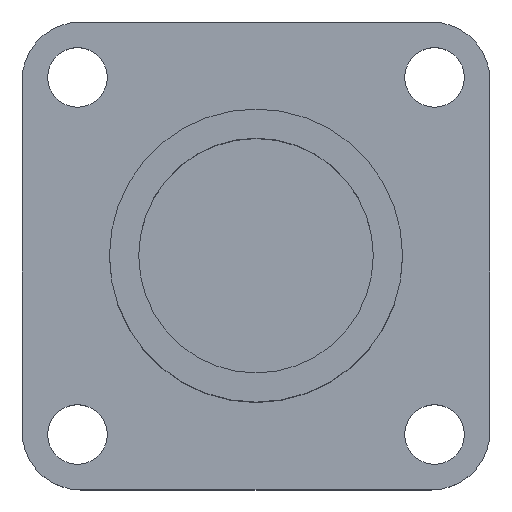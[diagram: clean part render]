
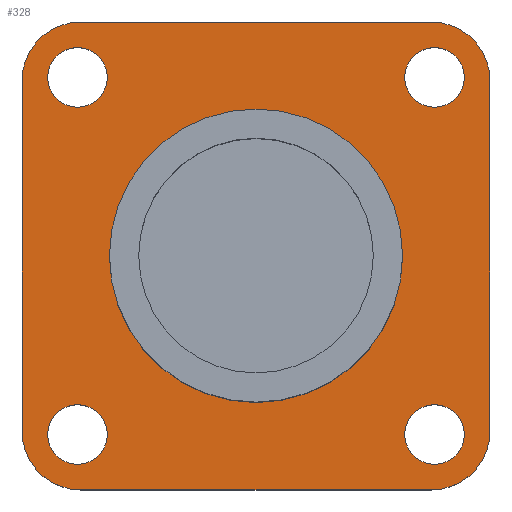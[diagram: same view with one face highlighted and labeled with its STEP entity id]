
A CAD part, top view. The second image highlights one B-rep face of the part: STEP entity #328.
In plain terms, the highlighted planar face has unit normal (0, 0, 1).
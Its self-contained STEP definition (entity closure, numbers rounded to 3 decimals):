
#19=LINE('',#496,#35);
#25=LINE('',#526,#41);
#28=LINE('',#534,#44);
#30=LINE('',#562,#46);
#35=VECTOR('',#395,10.);
#41=VECTOR('',#425,10.);
#44=VECTOR('',#434,10.);
#46=VECTOR('',#472,10.);
#55=PLANE('',#372);
#69=FACE_BOUND('',#127,.T.);
#70=FACE_BOUND('',#128,.T.);
#71=FACE_BOUND('',#129,.T.);
#72=FACE_BOUND('',#130,.T.);
#73=FACE_BOUND('',#131,.T.);
#93=FACE_OUTER_BOUND('',#126,.T.);
#126=EDGE_LOOP('',(#285,#286,#287,#288,#289,#290,#291,#292));
#127=EDGE_LOOP('',(#293));
#128=EDGE_LOOP('',(#294));
#129=EDGE_LOOP('',(#295));
#130=EDGE_LOOP('',(#296));
#131=EDGE_LOOP('',(#297));
#134=CIRCLE('',#336,3.);
#144=CIRCLE('',#349,3.);
#145=CIRCLE('',#352,3.);
#146=CIRCLE('',#355,3.);
#149=CIRCLE('',#361,7.495);
#150=CIRCLE('',#364,1.525);
#151=CIRCLE('',#366,1.525);
#152=CIRCLE('',#368,1.525);
#153=CIRCLE('',#370,1.525);
#156=VERTEX_POINT('',#483);
#157=VERTEX_POINT('',#484);
#161=VERTEX_POINT('',#494);
#172=VERTEX_POINT('',#520);
#173=VERTEX_POINT('',#524);
#174=VERTEX_POINT('',#528);
#175=VERTEX_POINT('',#532);
#176=VERTEX_POINT('',#536);
#179=VERTEX_POINT('',#546);
#180=VERTEX_POINT('',#550);
#181=VERTEX_POINT('',#553);
#182=VERTEX_POINT('',#556);
#183=VERTEX_POINT('',#559);
#186=EDGE_CURVE('',#156,#157,#134,.T.);
#192=EDGE_CURVE('',#156,#161,#19,.T.);
#204=EDGE_CURVE('',#172,#161,#144,.T.);
#207=EDGE_CURVE('',#172,#173,#25,.T.);
#208=EDGE_CURVE('',#174,#173,#145,.T.);
#211=EDGE_CURVE('',#174,#175,#28,.T.);
#212=EDGE_CURVE('',#176,#175,#146,.T.);
#216=EDGE_CURVE('',#179,#179,#149,.T.);
#217=EDGE_CURVE('',#180,#180,#150,.T.);
#218=EDGE_CURVE('',#181,#181,#151,.T.);
#219=EDGE_CURVE('',#182,#182,#152,.T.);
#220=EDGE_CURVE('',#183,#183,#153,.T.);
#221=EDGE_CURVE('',#176,#157,#30,.T.);
#285=ORIENTED_EDGE('',*,*,#186,.F.);
#286=ORIENTED_EDGE('',*,*,#192,.T.);
#287=ORIENTED_EDGE('',*,*,#204,.F.);
#288=ORIENTED_EDGE('',*,*,#207,.T.);
#289=ORIENTED_EDGE('',*,*,#208,.F.);
#290=ORIENTED_EDGE('',*,*,#211,.T.);
#291=ORIENTED_EDGE('',*,*,#212,.F.);
#292=ORIENTED_EDGE('',*,*,#221,.T.);
#293=ORIENTED_EDGE('',*,*,#216,.T.);
#294=ORIENTED_EDGE('',*,*,#217,.T.);
#295=ORIENTED_EDGE('',*,*,#218,.T.);
#296=ORIENTED_EDGE('',*,*,#219,.T.);
#297=ORIENTED_EDGE('',*,*,#220,.T.);
#328=ADVANCED_FACE('',(#93,#69,#70,#71,#72,#73),#55,.T.);
#336=AXIS2_PLACEMENT_3D('',#485,#385,#386);
#349=AXIS2_PLACEMENT_3D('',#521,#419,#420);
#352=AXIS2_PLACEMENT_3D('',#529,#428,#429);
#355=AXIS2_PLACEMENT_3D('',#537,#437,#438);
#361=AXIS2_PLACEMENT_3D('',#547,#450,#451);
#364=AXIS2_PLACEMENT_3D('',#551,#456,#457);
#366=AXIS2_PLACEMENT_3D('',#554,#460,#461);
#368=AXIS2_PLACEMENT_3D('',#557,#464,#465);
#370=AXIS2_PLACEMENT_3D('',#560,#468,#469);
#372=AXIS2_PLACEMENT_3D('',#563,#473,#474);
#385=DIRECTION('center_axis',(0.,0.,-1.));
#386=DIRECTION('ref_axis',(-0.707,-0.707,0.));
#395=DIRECTION('',(1.,0.,0.));
#419=DIRECTION('center_axis',(0.,0.,-1.));
#420=DIRECTION('ref_axis',(0.707,-0.707,0.));
#425=DIRECTION('',(0.,1.,0.));
#428=DIRECTION('center_axis',(0.,0.,-1.));
#429=DIRECTION('ref_axis',(0.707,0.707,0.));
#434=DIRECTION('',(-1.,0.,0.));
#437=DIRECTION('center_axis',(0.,0.,-1.));
#438=DIRECTION('ref_axis',(-0.707,0.707,0.));
#450=DIRECTION('center_axis',(0.,0.,-1.));
#451=DIRECTION('ref_axis',(-1.,0.,0.));
#456=DIRECTION('center_axis',(0.,0.,-1.));
#457=DIRECTION('ref_axis',(1.,0.,0.));
#460=DIRECTION('center_axis',(0.,0.,-1.));
#461=DIRECTION('ref_axis',(1.,0.,0.));
#464=DIRECTION('center_axis',(0.,0.,-1.));
#465=DIRECTION('ref_axis',(1.,0.,0.));
#468=DIRECTION('center_axis',(0.,0.,-1.));
#469=DIRECTION('ref_axis',(1.,0.,0.));
#472=DIRECTION('',(0.,-1.,0.));
#473=DIRECTION('center_axis',(0.,0.,1.));
#474=DIRECTION('ref_axis',(1.,0.,0.));
#483=CARTESIAN_POINT('',(-8.965,-11.965,1.58));
#484=CARTESIAN_POINT('',(-11.965,-8.965,1.58));
#485=CARTESIAN_POINT('Origin',(-8.965,-8.965,1.58));
#494=CARTESIAN_POINT('',(8.965,-11.965,1.58));
#496=CARTESIAN_POINT('',(-11.965,-11.965,1.58));
#520=CARTESIAN_POINT('',(11.965,-8.965,1.58));
#521=CARTESIAN_POINT('Origin',(8.965,-8.965,1.58));
#524=CARTESIAN_POINT('',(11.965,8.965,1.58));
#526=CARTESIAN_POINT('',(11.965,-11.965,1.58));
#528=CARTESIAN_POINT('',(8.965,11.965,1.58));
#529=CARTESIAN_POINT('Origin',(8.965,8.965,1.58));
#532=CARTESIAN_POINT('',(-8.965,11.965,1.58));
#534=CARTESIAN_POINT('',(11.965,11.965,1.58));
#536=CARTESIAN_POINT('',(-11.965,8.965,1.58));
#537=CARTESIAN_POINT('Origin',(-8.965,8.965,1.58));
#546=CARTESIAN_POINT('',(7.495,0.,1.58));
#547=CARTESIAN_POINT('Origin',(0.,0.,1.58));
#550=CARTESIAN_POINT('',(-7.605,-9.13,1.58));
#551=CARTESIAN_POINT('Origin',(-9.13,-9.13,1.58));
#553=CARTESIAN_POINT('',(-7.605,9.13,1.58));
#554=CARTESIAN_POINT('Origin',(-9.13,9.13,1.58));
#556=CARTESIAN_POINT('',(10.655,9.13,1.58));
#557=CARTESIAN_POINT('Origin',(9.13,9.13,1.58));
#559=CARTESIAN_POINT('',(10.655,-9.13,1.58));
#560=CARTESIAN_POINT('Origin',(9.13,-9.13,1.58));
#562=CARTESIAN_POINT('',(-11.965,11.965,1.58));
#563=CARTESIAN_POINT('Origin',(0.,0.,1.58));
